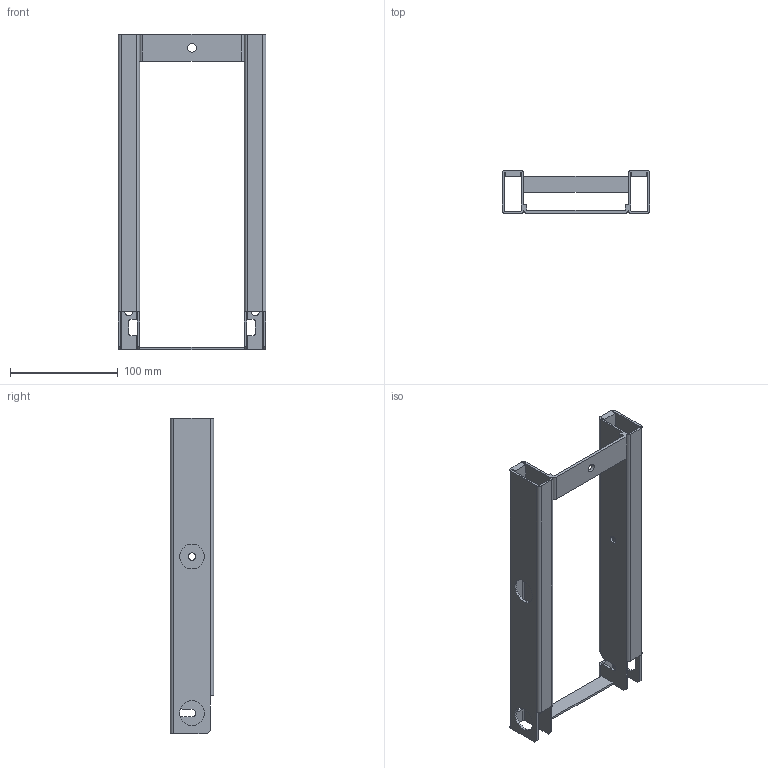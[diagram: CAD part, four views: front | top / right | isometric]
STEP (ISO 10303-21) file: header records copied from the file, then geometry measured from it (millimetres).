
FILE_DESCRIPTION((''),'2;1');
FILE_NAME('JC35TS-0964','2021-01-04T15:29:42',('Administrator'),('捷昌驱动'),'CREO PARAMETRIC BY PTC INC, 2018100','CREO PARAMETRIC BY PTC INC, 2018100','');
FILE_SCHEMA(('CONFIG_CONTROL_DESIGN'));
Length unit declared in the file: millimetre
Products named in the file (1): JC35TS-0964
Bounding box: 137 x 40 x 292 mm (x, y, z)
Volume: 133361.2 mm3; surface area: 131561 mm2
Topology: 1 solids, 5 shells, 352 faces, 1011 edges, 672 vertices
Faces by surface type: extrusion 139, plane 135, cylinder 78
Entity records: 12136 total; most frequent: CARTESIAN_POINT 3202, ORIENTED_EDGE 2006, DIRECTION 1456, EDGE_CURVE 1011, VECTOR 708, VERTEX_POINT 672, LINE 569, B_SPLINE_CURVE_WITH_KNOTS 421
